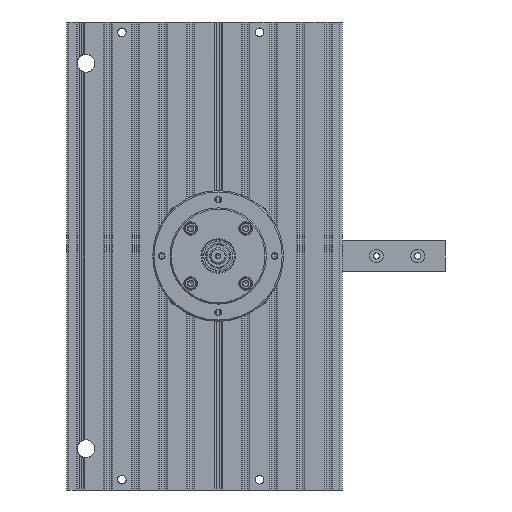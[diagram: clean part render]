
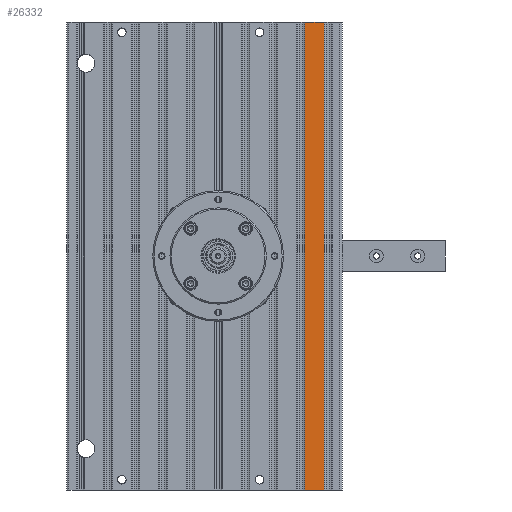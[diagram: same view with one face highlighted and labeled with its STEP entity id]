
A CAD part, left-side view. The second image highlights one B-rep face of the part: STEP entity #26332.
In plain terms, the highlighted planar face has unit normal (-1, 0, 0).
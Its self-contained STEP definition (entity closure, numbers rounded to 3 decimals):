
#843=PLANE('',#28735);
#2082=LINE('',#41970,#4222);
#2083=LINE('',#41974,#4223);
#2084=LINE('',#41976,#4224);
#2085=LINE('',#41978,#4225);
#4222=VECTOR('',#32865,1000.);
#4223=VECTOR('',#32870,1000.);
#4224=VECTOR('',#32871,1000.);
#4225=VECTOR('',#32872,1000.);
#8316=ORIENTED_EDGE('',*,*,#15398,.T.);
#8317=ORIENTED_EDGE('',*,*,#15399,.F.);
#8318=ORIENTED_EDGE('',*,*,#15400,.F.);
#8319=ORIENTED_EDGE('',*,*,#15396,.T.);
#15396=EDGE_CURVE('',#18807,#18806,#2082,.T.);
#15398=EDGE_CURVE('',#18806,#18808,#2083,.T.);
#15399=EDGE_CURVE('',#18809,#18808,#2084,.T.);
#15400=EDGE_CURVE('',#18807,#18809,#2085,.T.);
#18806=VERTEX_POINT('',#41969);
#18807=VERTEX_POINT('',#41971);
#18808=VERTEX_POINT('',#41975);
#18809=VERTEX_POINT('',#41977);
#21211=EDGE_LOOP('',(#8316,#8317,#8318,#8319));
#23485=FACE_BOUND('',#21211,.T.);
#26332=ADVANCED_FACE('',(#23485),#843,.F.);
#28735=AXIS2_PLACEMENT_3D('',#41973,#32868,#32869);
#32865=DIRECTION('',(0.,0.,-1.));
#32868=DIRECTION('',(1.,0.,0.));
#32869=DIRECTION('',(0.,1.,0.));
#32870=DIRECTION('',(0.,-1.,0.));
#32871=DIRECTION('',(0.,0.,-1.));
#32872=DIRECTION('',(0.,-1.,0.));
#41969=CARTESIAN_POINT('',(0.,-73.,-170.));
#41970=CARTESIAN_POINT('',(0.,-73.,170.));
#41971=CARTESIAN_POINT('',(0.,-73.,170.));
#41973=CARTESIAN_POINT('',(0.,-73.,170.));
#41974=CARTESIAN_POINT('',(0.,-73.,-170.));
#41975=CARTESIAN_POINT('',(0.,-87.,-170.));
#41976=CARTESIAN_POINT('',(0.,-87.,170.));
#41977=CARTESIAN_POINT('',(0.,-87.,170.));
#41978=CARTESIAN_POINT('',(0.,-73.,170.));
